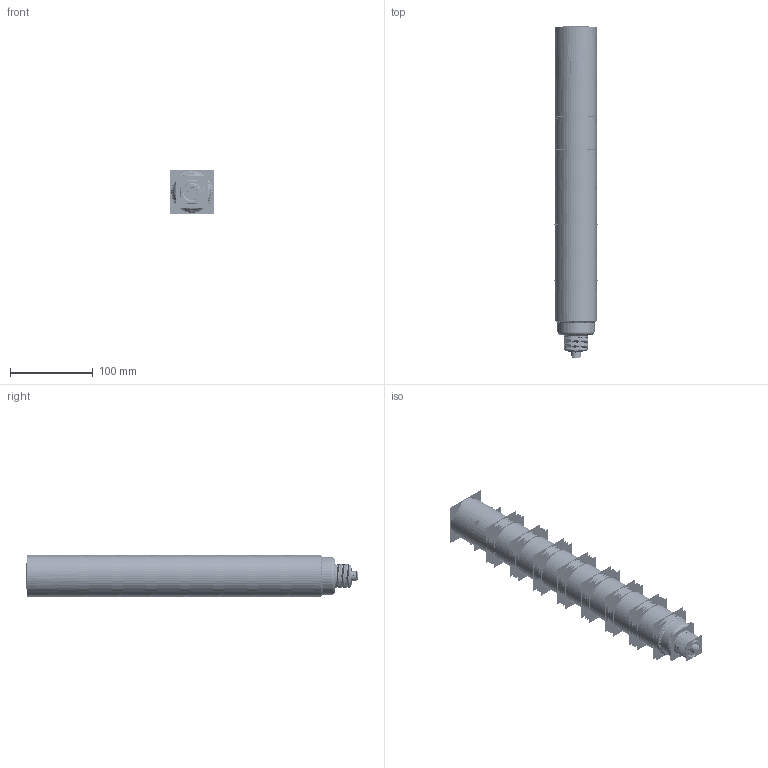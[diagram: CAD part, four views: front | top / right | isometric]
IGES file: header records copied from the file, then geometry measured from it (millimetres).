
Start section:  PTC IGES file: 205834.igs
Global section: file name: 205834.igs; native system: Creo Parametric by PTC Inc.; preprocessor: 2016260; author: pdmadmin; organization: Unknown; date: 20180427.132620; units: millimetre
Bounding box: 52.04 x 400.89 x 52 mm (x, y, z)
Volume: 238526.3 mm3; surface area: 1825967.1 mm2
Topology: 21 solids, 21 shells, 6486 faces, 32452 edges, 40268 vertices
Faces by surface type: bspline 4256, revolution 2230
